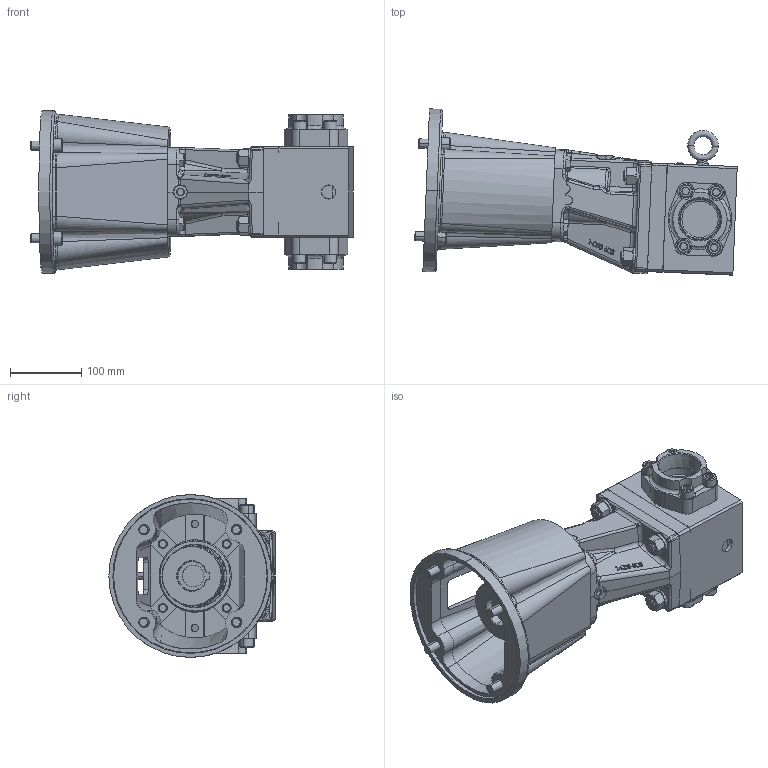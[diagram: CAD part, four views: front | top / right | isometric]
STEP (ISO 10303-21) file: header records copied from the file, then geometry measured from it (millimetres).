
FILE_DESCRIPTION (( 'STEP AP214' ), '1' );
FILE_NAME ('GPV-1009-008-U.STEP', '2019-05-22T14:54:26', ( '' ), ( '' ), 'SwSTEP 2.0', 'SolidWorks 2018', '' );
FILE_SCHEMA (( 'AUTOMOTIVE_DESIGN' ));
Length unit declared in the file: inch
Products named in the file (1): GPV-1009-008-U
Bounding box: 452.94 x 233.43 x 228.6 mm (x, y, z)
Volume: 5838492.4 mm3; surface area: 681501.5 mm2
Topology: 23 solids, 24 shells, 1915 faces, 4515 edges, 2729 vertices
Faces by surface type: plane 652, cylinder 570, cone 394, bspline 216, torus 51, sphere 32
Entity records: 92360 total; most frequent: CARTESIAN_POINT 24566, ORIENTED_EDGE 9002, DIRECTION 8741, EDGE_CURVE 4501, AXIS2_PLACEMENT_3D 3388, VERTEX_POINT 2729, EDGE_LOOP 2080, LINE 1965
